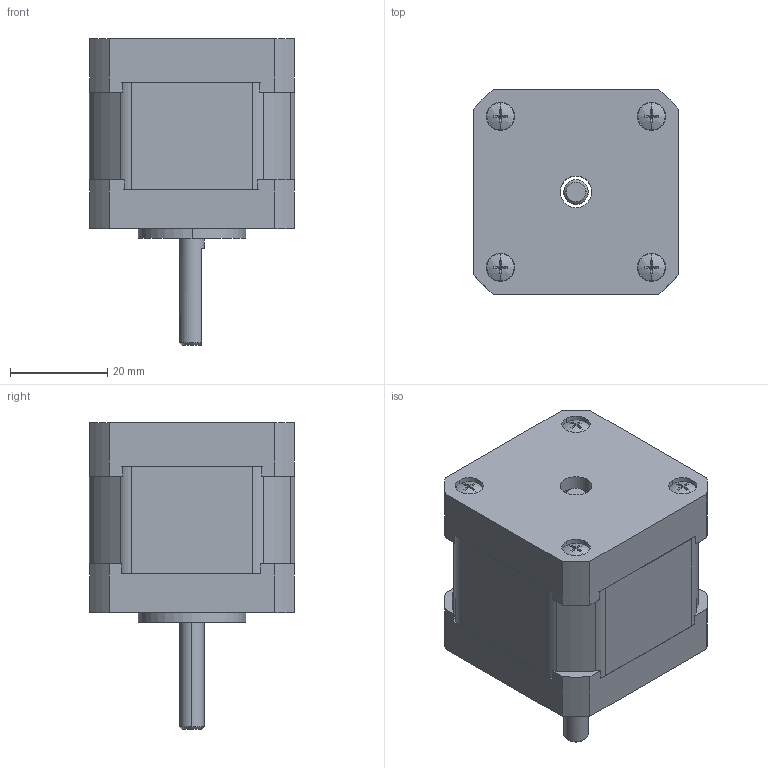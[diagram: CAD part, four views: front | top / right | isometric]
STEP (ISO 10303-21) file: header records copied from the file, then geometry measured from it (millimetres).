
FILE_DESCRIPTION(('STEP AP214'),'1');
FILE_NAME('42cm04.stp','2020-03-19T07:19:40',('TraceParts'),('TraceParts S.A.'),'Spatial InterOp 3D',' ',' ');
FILE_SCHEMA(('AUTOMOTIVE_DESIGN { 1 0 10303 214 1 1 1 1 }'));
Length unit declared in the file: millimetre
Products named in the file (1): 42cm04_1
Bounding box: 42.13 x 42.13 x 63 mm (x, y, z)
Volume: 44632.7 mm3; surface area: 26166.7 mm2
Topology: 8 solids, 8 shells, 1297 faces, 2906 edges, 1644 vertices
Faces by surface type: cone 1046, plane 125, cylinder 110, bspline 16
Entity records: 36205 total; most frequent: DIRECTION 6904, CARTESIAN_POINT 6607, ORIENTED_EDGE 5812, EDGE_CURVE 2906, AXIS2_PLACEMENT_3D 2783, VERTEX_POINT 1644, CIRCLE 1494, EDGE_LOOP 1346
